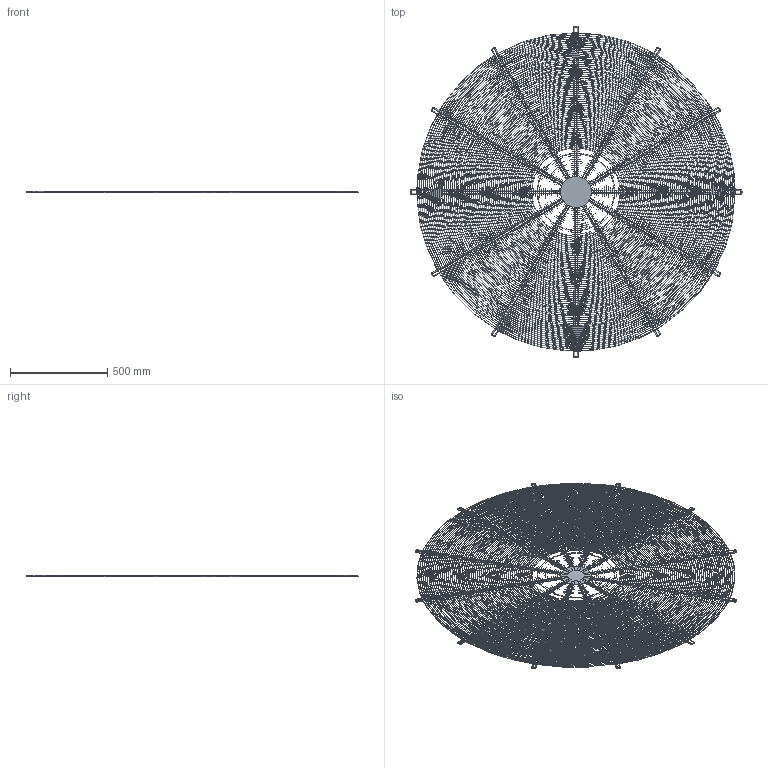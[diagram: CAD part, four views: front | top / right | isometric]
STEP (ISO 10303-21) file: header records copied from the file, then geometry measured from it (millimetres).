
FILE_DESCRIPTION (( 'STEP AP203' ), '1' );
FILE_NAME ('5RE9113_CCr160.STEP', '2022-02-22T15:59:47', ( '' ), ( '' ), 'SwSTEP 2.0', 'SolidWorks 2018', '' );
FILE_SCHEMA (( 'CONFIG_CONTROL_DESIGN' ));
Length unit declared in the file: millimetre
Products named in the file (1): 5RE9113_CCr160
Bounding box: 1710 x 1710 x 8.46 mm (x, y, z)
Volume: 1879663.7 mm3; surface area: 2259119.2 mm2
Topology: 1 solids, 1 shells, 161 faces, 2203 edges, 2020 vertices
Faces by surface type: torus 74, bspline 60, plane 26, cylinder 1
Full cylindrical faces by diameter (mm): 160 x1
Entity records: 76153 total; most frequent: CARTESIAN_POINT 57872, ORIENTED_EDGE 3938, EDGE_LOOP 3700, FACE_BOUND 3552, EDGE_CURVE 1969, VERTEX_POINT 1921, B_SPLINE_CURVE_WITH_KNOTS 1800, DIRECTION 470
